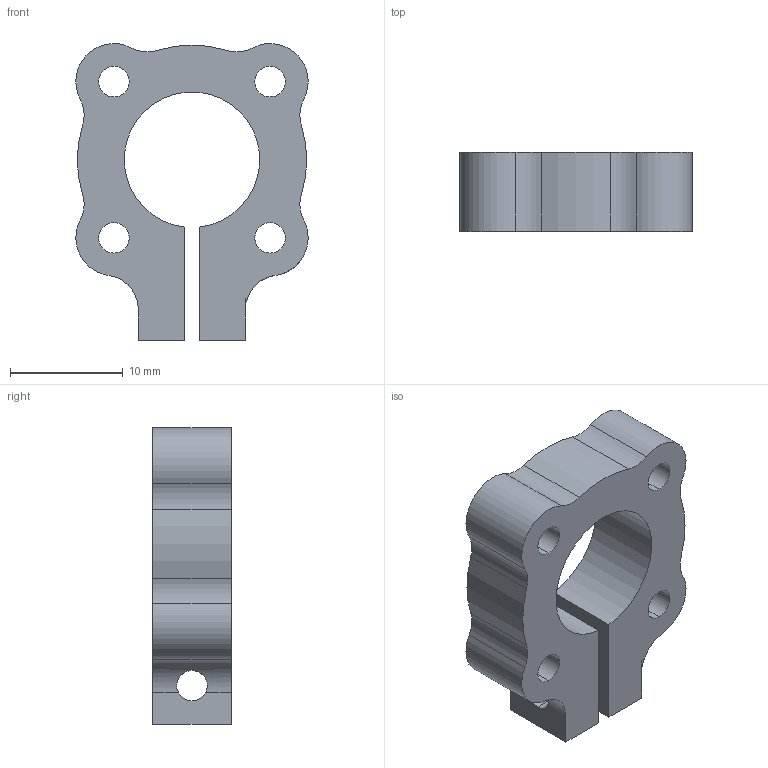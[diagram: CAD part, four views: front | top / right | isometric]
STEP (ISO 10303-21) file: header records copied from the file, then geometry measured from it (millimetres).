
FILE_DESCRIPTION (( 'STEP AP203' ), '1' );
FILE_NAME ('545632.STEP', '2014-07-11T18:16:15', ( 'Kyle' ), ( 'Microsoft' ), 'SwSTEP 2.0', 'SolidWorks 2014', '' );
FILE_SCHEMA (( 'CONFIG_CONTROL_DESIGN' ));
Length unit declared in the file: inch
Products named in the file (1): 545632
Bounding box: 20.57 x 6.99 x 26.29 mm (x, y, z)
Volume: 2054 mm3; surface area: 1909.9 mm2
Topology: 1 solids, 1 shells, 39 faces, 114 edges, 76 vertices
Faces by surface type: cylinder 31, plane 8
Entity records: 1497 total; most frequent: CARTESIAN_POINT 310, DIRECTION 246, ORIENTED_EDGE 228, EDGE_CURVE 114, AXIS2_PLACEMENT_3D 98, VERTEX_POINT 76, CIRCLE 58, LINE 50
